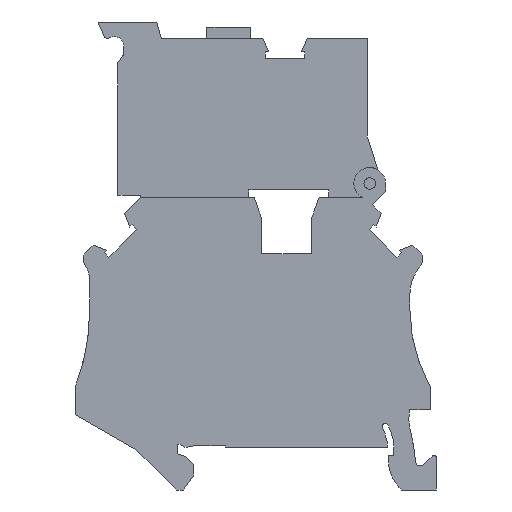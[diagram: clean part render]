
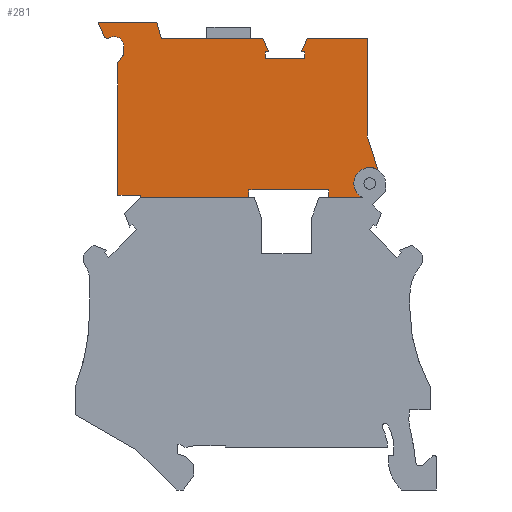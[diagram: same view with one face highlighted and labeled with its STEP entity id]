
A CAD part, left-side view. The second image highlights one B-rep face of the part: STEP entity #281.
In plain terms, the highlighted planar face has unit normal (-1, 0, 0).
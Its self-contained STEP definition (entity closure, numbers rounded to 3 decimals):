
#281=ADVANCED_FACE('',(#693),#694,.F.);
#693=FACE_OUTER_BOUND('',#1233,.T.);
#694=PLANE('',#1234);
#1233=EDGE_LOOP('',(#2078,#2079,#2080,#2081,#2082,#2083,#2084,#2085,#2086,#2087,#2088,#2089,#2090,#2091,#2092,#2093,#2094,#2095,#2096,#2097,#2098,#2099,#2100,#2101,#2102,#2103,#2104,#2105));
#1234=AXIS2_PLACEMENT_3D('',#2106,#2107,#2108);
#2078=ORIENTED_EDGE('',*,*,#3625,.T.);
#2079=ORIENTED_EDGE('',*,*,#3626,.T.);
#2080=ORIENTED_EDGE('',*,*,#3627,.T.);
#2081=ORIENTED_EDGE('',*,*,#3628,.F.);
#2082=ORIENTED_EDGE('',*,*,#3629,.F.);
#2083=ORIENTED_EDGE('',*,*,#3401,.F.);
#2084=ORIENTED_EDGE('',*,*,#3630,.T.);
#2085=ORIENTED_EDGE('',*,*,#3631,.T.);
#2086=ORIENTED_EDGE('',*,*,#3632,.T.);
#2087=ORIENTED_EDGE('',*,*,#3633,.T.);
#2088=ORIENTED_EDGE('',*,*,#3634,.F.);
#2089=ORIENTED_EDGE('',*,*,#3618,.F.);
#2090=ORIENTED_EDGE('',*,*,#3635,.F.);
#2091=ORIENTED_EDGE('',*,*,#3622,.F.);
#2092=ORIENTED_EDGE('',*,*,#3636,.F.);
#2093=ORIENTED_EDGE('',*,*,#3637,.T.);
#2094=ORIENTED_EDGE('',*,*,#3598,.T.);
#2095=ORIENTED_EDGE('',*,*,#3638,.T.);
#2096=ORIENTED_EDGE('',*,*,#3639,.T.);
#2097=ORIENTED_EDGE('',*,*,#3640,.T.);
#2098=ORIENTED_EDGE('',*,*,#3641,.T.);
#2099=ORIENTED_EDGE('',*,*,#3642,.T.);
#2100=ORIENTED_EDGE('',*,*,#3643,.T.);
#2101=ORIENTED_EDGE('',*,*,#3644,.F.);
#2102=ORIENTED_EDGE('',*,*,#3645,.T.);
#2103=ORIENTED_EDGE('',*,*,#3646,.T.);
#2104=ORIENTED_EDGE('',*,*,#3647,.T.);
#2105=ORIENTED_EDGE('',*,*,#3648,.T.);
#2106=CARTESIAN_POINT('',(0.05,42.788,31.744));
#2107=DIRECTION('',(1.0,0.0,0.0));
#2108=DIRECTION('',(0.0,1.0,0.0));
#3401=EDGE_CURVE('',#4112,#4103,#4114,.T.);
#3598=EDGE_CURVE('',#4450,#4448,#4451,.T.);
#3618=EDGE_CURVE('',#4478,#4480,#4481,.T.);
#3622=EDGE_CURVE('',#4484,#4486,#4487,.T.);
#3625=EDGE_CURVE('',#4490,#4491,#4492,.T.);
#3626=EDGE_CURVE('',#4491,#4493,#4494,.T.);
#3627=EDGE_CURVE('',#4493,#4495,#4496,.T.);
#3628=EDGE_CURVE('',#4497,#4495,#4498,.T.);
#3629=EDGE_CURVE('',#4103,#4497,#4499,.T.);
#3630=EDGE_CURVE('',#4112,#4500,#4501,.T.);
#3631=EDGE_CURVE('',#4500,#4502,#4503,.T.);
#3632=EDGE_CURVE('',#4502,#4504,#4505,.T.);
#3633=EDGE_CURVE('',#4504,#4506,#4507,.T.);
#3634=EDGE_CURVE('',#4480,#4506,#4508,.T.);
#3635=EDGE_CURVE('',#4486,#4478,#4509,.T.);
#3636=EDGE_CURVE('',#4510,#4484,#4511,.T.);
#3637=EDGE_CURVE('',#4510,#4450,#4512,.T.);
#3638=EDGE_CURVE('',#4448,#4513,#4514,.T.);
#3639=EDGE_CURVE('',#4513,#4515,#4516,.T.);
#3640=EDGE_CURVE('',#4515,#4517,#4518,.T.);
#3641=EDGE_CURVE('',#4517,#4519,#4520,.T.);
#3642=EDGE_CURVE('',#4519,#4521,#4522,.T.);
#3643=EDGE_CURVE('',#4521,#4523,#4524,.T.);
#3644=EDGE_CURVE('',#4525,#4523,#4526,.T.);
#3645=EDGE_CURVE('',#4525,#4527,#4528,.T.);
#3646=EDGE_CURVE('',#4527,#4529,#4530,.T.);
#3647=EDGE_CURVE('',#4529,#4531,#4532,.T.);
#3648=EDGE_CURVE('',#4531,#4490,#4533,.T.);
#4103=VERTEX_POINT('',#5138);
#4112=VERTEX_POINT('',#5149);
#4114=CIRCLE('',#5152,2.55);
#4448=VERTEX_POINT('',#5630);
#4450=VERTEX_POINT('',#5633);
#4451=LINE('',#5634,#5635);
#4478=VERTEX_POINT('',#5675);
#4480=VERTEX_POINT('',#5678);
#4481=LINE('',#5679,#5680);
#4484=VERTEX_POINT('',#5684);
#4486=VERTEX_POINT('',#5687);
#4487=LINE('',#5688,#5689);
#4490=VERTEX_POINT('',#5693);
#4491=VERTEX_POINT('',#5694);
#4492=LINE('',#5695,#5696);
#4493=VERTEX_POINT('',#5697);
#4494=LINE('',#5698,#5699);
#4495=VERTEX_POINT('',#5700);
#4496=LINE('',#5701,#5702);
#4497=VERTEX_POINT('',#5703);
#4498=LINE('',#5704,#5705);
#4499=CIRCLE('',#5706,2.55);
#4500=VERTEX_POINT('',#5707);
#4501=LINE('',#5708,#5709);
#4502=VERTEX_POINT('',#5710);
#4503=LINE('',#5711,#5712);
#4504=VERTEX_POINT('',#5713);
#4505=LINE('',#5714,#5715);
#4506=VERTEX_POINT('',#5716);
#4507=LINE('',#5717,#5718);
#4508=LINE('',#5719,#5720);
#4509=LINE('',#5721,#5722);
#4510=VERTEX_POINT('',#5723);
#4511=LINE('',#5724,#5725);
#4512=LINE('',#5726,#5727);
#4513=VERTEX_POINT('',#5728);
#4514=LINE('',#5729,#5730);
#4515=VERTEX_POINT('',#5731);
#4516=LINE('',#5732,#5733);
#4517=VERTEX_POINT('',#5734);
#4518=LINE('',#5735,#5736);
#4519=VERTEX_POINT('',#5737);
#4520=CIRCLE('',#5738,0.6);
#4521=VERTEX_POINT('',#5739);
#4522=CIRCLE('',#5740,1.606);
#4523=VERTEX_POINT('',#5741);
#4524=LINE('',#5742,#5743);
#4525=VERTEX_POINT('',#5744);
#4526=LINE('',#5745,#5746);
#4527=VERTEX_POINT('',#5747);
#4528=LINE('',#5748,#5749);
#4529=VERTEX_POINT('',#5750);
#4530=LINE('',#5751,#5752);
#4531=VERTEX_POINT('',#5753);
#4532=LINE('',#5754,#5755);
#4533=LINE('',#5756,#5757);
#5138=CARTESIAN_POINT('',(0.05,13.225,49.1));
#5149=CARTESIAN_POINT('',(0.05,9.372,51.292));
#5152=AXIS2_PLACEMENT_3D('',#6603,#6604,#6605);
#5630=CARTESIAN_POINT('',(0.05,44.075,72.3));
#5633=CARTESIAN_POINT('',(0.05,27.797,72.3));
#5634=CARTESIAN_POINT('',(0.05,26.1,72.3));
#5635=VECTOR('',#6820,1.0);
#5675=CARTESIAN_POINT('',(0.05,21.075,69.125));
#5678=CARTESIAN_POINT('',(0.05,21.075,70.195));
#5679=CARTESIAN_POINT('',(0.05,21.075,15.229));
#5680=VECTOR('',#6835,1.0);
#5684=CARTESIAN_POINT('',(0.05,27.4,70.195));
#5687=CARTESIAN_POINT('',(0.05,27.4,69.125));
#5688=CARTESIAN_POINT('',(0.05,27.4,15.229));
#5689=VECTOR('',#6838,1.0);
#5693=CARTESIAN_POINT('',(0.05,30.025,46.85));
#5694=CARTESIAN_POINT('',(0.05,30.025,48.1));
#5695=CARTESIAN_POINT('',(0.05,30.025,15.229));
#5696=VECTOR('',#6840,1.0);
#5697=CARTESIAN_POINT('',(0.05,17.275,48.1));
#5698=CARTESIAN_POINT('',(0.05,26.1,48.1));
#5699=VECTOR('',#6841,1.0);
#5700=CARTESIAN_POINT('',(0.05,17.275,46.85));
#5701=CARTESIAN_POINT('',(0.05,17.275,15.229));
#5702=VECTOR('',#6842,1.0);
#5703=CARTESIAN_POINT('',(0.05,11.875,46.85));
#5704=CARTESIAN_POINT('',(0.05,-6.874,46.85));
#5705=VECTOR('',#6843,1.0);
#5706=AXIS2_PLACEMENT_3D('',#6844,#6845,#6846);
#5707=CARTESIAN_POINT('',(0.05,11.075,56.717));
#5708=CARTESIAN_POINT('',(0.05,-1.951,15.229));
#5709=VECTOR('',#6847,1.0);
#5710=CARTESIAN_POINT('',(0.05,11.075,72.3));
#5711=CARTESIAN_POINT('',(0.05,11.075,6.85));
#5712=VECTOR('',#6848,1.0);
#5713=CARTESIAN_POINT('',(0.05,20.678,72.3));
#5714=CARTESIAN_POINT('',(0.05,26.1,72.3));
#5715=VECTOR('',#6849,1.0);
#5716=CARTESIAN_POINT('',(0.05,21.603,70.195));
#5717=CARTESIAN_POINT('',(0.05,49.44,6.85));
#5718=VECTOR('',#6850,1.0);
#5719=CARTESIAN_POINT('',(0.05,-6.874,70.195));
#5720=VECTOR('',#6851,1.0);
#5721=CARTESIAN_POINT('',(0.05,-6.874,69.125));
#5722=VECTOR('',#6852,1.0);
#5723=CARTESIAN_POINT('',(0.05,26.872,70.195));
#5724=CARTESIAN_POINT('',(0.05,-6.874,70.195));
#5725=VECTOR('',#6853,1.0);
#5726=CARTESIAN_POINT('',(0.05,-0.965,6.85));
#5727=VECTOR('',#6854,1.0);
#5728=CARTESIAN_POINT('',(0.05,44.788,74.98));
#5729=CARTESIAN_POINT('',(0.05,26.663,6.85));
#5730=VECTOR('',#6855,1.0);
#5731=CARTESIAN_POINT('',(0.05,54.198,74.98));
#5732=CARTESIAN_POINT('',(0.05,26.1,74.98));
#5733=VECTOR('',#6856,1.0);
#5734=CARTESIAN_POINT('',(0.05,53.274,72.749));
#5735=CARTESIAN_POINT('',(0.05,25.978,6.85));
#5736=VECTOR('',#6857,1.0);
#5737=CARTESIAN_POINT('',(0.05,52.431,72.453));
#5738=AXIS2_PLACEMENT_3D('',#6858,#6859,#6860);
#5739=CARTESIAN_POINT('',(0.05,50.053,71.044));
#5740=AXIS2_PLACEMENT_3D('',#6861,#6862,#6863);
#5741=CARTESIAN_POINT('',(0.05,50.053,69.86));
#5742=CARTESIAN_POINT('',(0.05,50.053,15.229));
#5743=VECTOR('',#6864,1.0);
#5744=CARTESIAN_POINT('',(0.05,51.025,68.424));
#5745=CARTESIAN_POINT('',(0.05,87.025,15.229));
#5746=VECTOR('',#6865,1.0);
#5747=CARTESIAN_POINT('',(0.05,51.025,47.2));
#5748=CARTESIAN_POINT('',(0.05,51.025,15.229));
#5749=VECTOR('',#6866,1.0);
#5750=CARTESIAN_POINT('',(0.05,47.4,47.2));
#5751=CARTESIAN_POINT('',(0.05,26.1,47.2));
#5752=VECTOR('',#6867,1.0);
#5753=CARTESIAN_POINT('',(0.05,47.4,46.85));
#5754=CARTESIAN_POINT('',(0.05,47.4,15.229));
#5755=VECTOR('',#6868,1.0);
#5756=CARTESIAN_POINT('',(0.05,-6.874,46.85));
#5757=VECTOR('',#6869,1.0);
#6603=CARTESIAN_POINT('',(0.05,10.675,49.1));
#6604=DIRECTION('',(-1.0,0.0,0.0));
#6605=DIRECTION('',(0.0,-1.0,0.));
#6820=DIRECTION('',(0.0,1.0,0.));
#6835=DIRECTION('',(0.0,0.,1.0));
#6838=DIRECTION('',(0.0,0.,-1.0));
#6840=DIRECTION('',(0.0,0.,1.0));
#6841=DIRECTION('',(0.0,-1.0,0.));
#6842=DIRECTION('',(0.0,0.,-1.0));
#6843=DIRECTION('',(0.0,1.0,0.0));
#6844=CARTESIAN_POINT('',(0.05,10.675,49.1));
#6845=DIRECTION('',(-1.0,0.0,0.0));
#6846=DIRECTION('',(0.0,-1.0,0.));
#6847=DIRECTION('',(0.0,0.3,0.954));
#6848=DIRECTION('',(0.0,0.,1.0));
#6849=DIRECTION('',(0.0,1.0,0.));
#6850=DIRECTION('',(0.0,0.402,-0.915));
#6851=DIRECTION('',(0.0,1.0,0.));
#6852=DIRECTION('',(0.0,-1.0,0.));
#6853=DIRECTION('',(0.0,1.0,0.));
#6854=DIRECTION('',(0.0,0.402,0.915));
#6855=DIRECTION('',(0.0,0.257,0.966));
#6856=DIRECTION('',(0.0,1.0,0.));
#6857=DIRECTION('',(0.0,-0.383,-0.924));
#6858=CARTESIAN_POINT('',(0.05,52.72,72.979));
#6859=DIRECTION('',(-1.0,0.0,0.0));
#6860=DIRECTION('',(0.0,-1.0,0.));
#6861=CARTESIAN_POINT('',(0.05,51.659,71.044));
#6862=DIRECTION('',(1.0,0.0,-0.0));
#6863=DIRECTION('',(0.0,1.0,0.));
#6864=DIRECTION('',(0.0,0.,-1.0));
#6865=DIRECTION('',(0.0,-0.56,0.828));
#6866=DIRECTION('',(0.0,0.,-1.0));
#6867=DIRECTION('',(0.0,-1.0,0.));
#6868=DIRECTION('',(0.0,0.0,-1.0));
#6869=DIRECTION('',(0.0,-1.0,0.));
